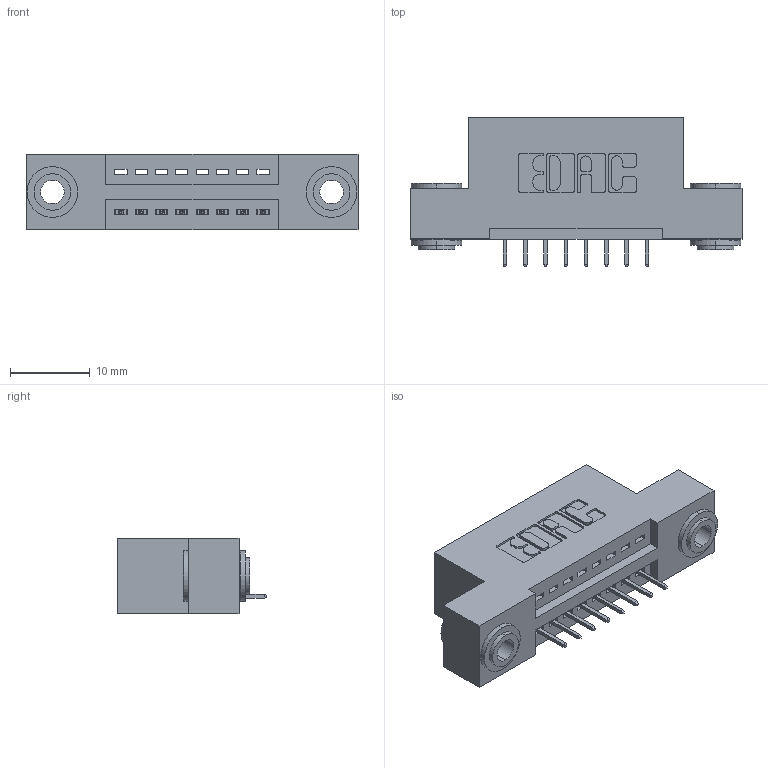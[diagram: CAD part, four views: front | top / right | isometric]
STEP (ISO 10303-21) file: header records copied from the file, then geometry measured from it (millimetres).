
FILE_DESCRIPTION (( 'STEP AP203' ), '1' );
FILE_NAME ('345-008-525-103.STEP', '2020-09-18T22:26:46', ( '' ), ( '' ), 'SwSTEP 2.0', 'SolidWorks 2020', '' );
FILE_SCHEMA (( 'CONFIG_CONTROL_DESIGN' ));
Length unit declared in the file: inch
Products named in the file (4): 345-008-525-103; 345 Part_Flush Mounting Lugs - 0.156 Dia-TH; 345-250-002_345-250-002-102; 345-292-001_345-293-125
Assembly tree (11 placements, depth 2):
  345-008-525-103
    345 Part_Flush Mounting Lugs - 0.156 Dia-TH
    345-292-001_345-293-125  x8
    345-250-002_345-250-002-102  x2
Bounding box: 41.53 x 18.72 x 9.4 mm (x, y, z)
Volume: 3652.7 mm3; surface area: 4497.6 mm2
Topology: 11 solids, 11 shells, 660 faces, 1857 edges, 1202 vertices
Faces by surface type: plane 458, cylinder 194, cone 8
Entity records: 11322 total; most frequent: CARTESIAN_POINT 1939, ORIENTED_EDGE 1874, DIRECTION 1775, EDGE_CURVE 937, LINE 753, VECTOR 753, VERTEX_POINT 618, AXIS2_PLACEMENT_3D 511
